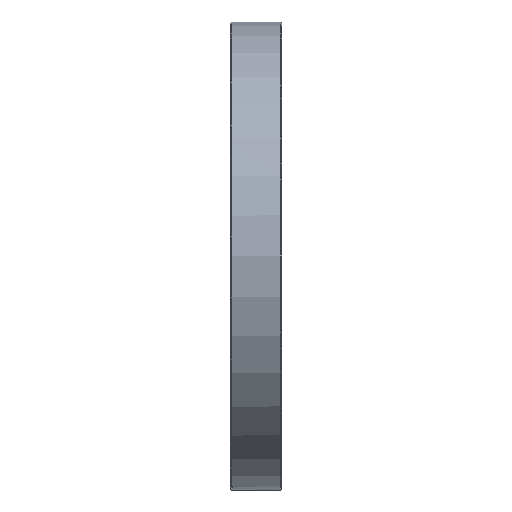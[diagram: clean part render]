
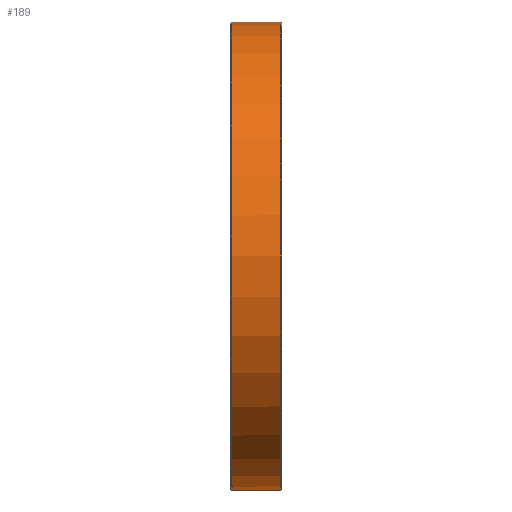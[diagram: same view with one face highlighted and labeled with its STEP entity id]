
A CAD part, left-side view. The second image highlights one B-rep face of the part: STEP entity #189.
In plain terms, the highlighted cylindrical face has radius 101.2 mm (diameter 202.4 mm), a partial arc.
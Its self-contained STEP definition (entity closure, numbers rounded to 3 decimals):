
#56 = DIRECTION ( 'NONE',  ( 0., -1., 0. ) ) ;
#96 = DIRECTION ( 'NONE',  ( 0., 0., -1. ) ) ;
#98 = AXIS2_PLACEMENT_3D ( 'NONE', #2433, #173, #2813 ) ;
#173 = DIRECTION ( 'NONE',  ( 0., 1., 0. ) ) ;
#189 = ADVANCED_FACE ( 'NONE', ( #3948 ), #1603, .T. ) ;
#248 = LINE ( 'NONE', #2408, #4090 ) ;
#258 = ORIENTED_EDGE ( 'NONE', *, *, #3723, .T. ) ;
#261 = DIRECTION ( 'NONE',  ( 0., -1., 0. ) ) ;
#303 = AXIS2_PLACEMENT_3D ( 'NONE', #630, #2933, #3275 ) ;
#407 = VECTOR ( 'NONE', #4466, 1000. ) ;
#546 = ORIENTED_EDGE ( 'NONE', *, *, #2448, .T. ) ;
#630 = CARTESIAN_POINT ( 'NONE',  ( 0., 21.9, 0. ) ) ;
#795 = EDGE_CURVE ( 'NONE', #1251, #1957, #4154, .T. ) ;
#875 = VERTEX_POINT ( 'NONE', #1263 ) ;
#1080 = EDGE_CURVE ( 'NONE', #875, #4835, #248, .T. ) ;
#1087 = ORIENTED_EDGE ( 'NONE', *, *, #3288, .T. ) ;
#1197 = VERTEX_POINT ( 'NONE', #1338 ) ;
#1251 = VERTEX_POINT ( 'NONE', #1379 ) ;
#1263 = CARTESIAN_POINT ( 'NONE',  ( -17.311, 21.9, -99.708 ) ) ;
#1283 = VECTOR ( 'NONE', #3860, 1000. ) ;
#1338 = CARTESIAN_POINT ( 'NONE',  ( 0., 0.4, -101.2 ) ) ;
#1345 = ORIENTED_EDGE ( 'NONE', *, *, #1080, .T. ) ;
#1379 = CARTESIAN_POINT ( 'NONE',  ( 0., 21.9, 101.2 ) ) ;
#1603 = CYLINDRICAL_SURFACE ( 'NONE', #2764, 101.2 ) ;
#1634 = VERTEX_POINT ( 'NONE', #2022 ) ;
#1660 = DIRECTION ( 'NONE',  ( 0., -1., 0. ) ) ;
#1716 = CARTESIAN_POINT ( 'NONE',  ( 0., 21.9, 0. ) ) ;
#1829 = EDGE_LOOP ( 'NONE', ( #2808, #546, #1345, #1087, #2657, #3989, #3937, #258 ) ) ;
#1957 = VERTEX_POINT ( 'NONE', #2000 ) ;
#1965 = DIRECTION ( 'NONE',  ( 0., -1., 0. ) ) ;
#2000 = CARTESIAN_POINT ( 'NONE',  ( 0., 0.4, 101.2 ) ) ;
#2022 = CARTESIAN_POINT ( 'NONE',  ( -14.348, 21.9, -100.178 ) ) ;
#2027 = DIRECTION ( 'NONE',  ( 0., -1., 0. ) ) ;
#2040 = CARTESIAN_POINT ( 'NONE',  ( 0., -15.022, 0. ) ) ;
#2408 = CARTESIAN_POINT ( 'NONE',  ( -17.311, -15.022, -99.708 ) ) ;
#2418 = LINE ( 'NONE', #4833, #407 ) ;
#2433 = CARTESIAN_POINT ( 'NONE',  ( 0., 0.4, 0. ) ) ;
#2448 = EDGE_CURVE ( 'NONE', #1251, #875, #2743, .T. ) ;
#2526 = CARTESIAN_POINT ( 'NONE',  ( 0., 21.1, 0. ) ) ;
#2539 = VECTOR ( 'NONE', #1965, 1000. ) ;
#2553 = CIRCLE ( 'NONE', #4123, 101.2 ) ;
#2628 = EDGE_CURVE ( 'NONE', #1634, #3453, #3886, .T. ) ;
#2657 = ORIENTED_EDGE ( 'NONE', *, *, #4387, .T. ) ;
#2743 = CIRCLE ( 'NONE', #303, 101.2 ) ;
#2764 = AXIS2_PLACEMENT_3D ( 'NONE', #2040, #1660, #96 ) ;
#2808 = ORIENTED_EDGE ( 'NONE', *, *, #795, .F. ) ;
#2813 = DIRECTION ( 'NONE',  ( 0., 0., 1. ) ) ;
#2826 = AXIS2_PLACEMENT_3D ( 'NONE', #1716, #56, #3570 ) ;
#2836 = CIRCLE ( 'NONE', #98, 101.2 ) ;
#2889 = DIRECTION ( 'NONE',  ( 0., 0., -1. ) ) ;
#2933 = DIRECTION ( 'NONE',  ( 0., -1., 0. ) ) ;
#3275 = DIRECTION ( 'NONE',  ( 0., 0., -1. ) ) ;
#3288 = EDGE_CURVE ( 'NONE', #4835, #3728, #2553, .T. ) ;
#3453 = VERTEX_POINT ( 'NONE', #3726 ) ;
#3570 = DIRECTION ( 'NONE',  ( 0., 0., -1. ) ) ;
#3723 = EDGE_CURVE ( 'NONE', #1197, #1957, #2836, .T. ) ;
#3726 = CARTESIAN_POINT ( 'NONE',  ( 0., 21.9, -101.2 ) ) ;
#3728 = VERTEX_POINT ( 'NONE', #3903 ) ;
#3840 = CARTESIAN_POINT ( 'NONE',  ( -17.311, 21.1, -99.708 ) ) ;
#3860 = DIRECTION ( 'NONE',  ( 0., -1., 0. ) ) ;
#3886 = CIRCLE ( 'NONE', #2826, 101.2 ) ;
#3903 = CARTESIAN_POINT ( 'NONE',  ( -14.348, 21.1, -100.178 ) ) ;
#3937 = ORIENTED_EDGE ( 'NONE', *, *, #3946, .T. ) ;
#3946 = EDGE_CURVE ( 'NONE', #3453, #1197, #4843, .T. ) ;
#3948 = FACE_OUTER_BOUND ( 'NONE', #1829, .T. ) ;
#3989 = ORIENTED_EDGE ( 'NONE', *, *, #2628, .T. ) ;
#4090 = VECTOR ( 'NONE', #2027, 1000. ) ;
#4123 = AXIS2_PLACEMENT_3D ( 'NONE', #2526, #261, #2889 ) ;
#4128 = CARTESIAN_POINT ( 'NONE',  ( 0., -15.022, 101.2 ) ) ;
#4154 = LINE ( 'NONE', #4128, #1283 ) ;
#4188 = CARTESIAN_POINT ( 'NONE',  ( 0., -15.022, -101.2 ) ) ;
#4387 = EDGE_CURVE ( 'NONE', #3728, #1634, #2418, .T. ) ;
#4466 = DIRECTION ( 'NONE',  ( 0., 1., 0. ) ) ;
#4833 = CARTESIAN_POINT ( 'NONE',  ( -14.348, -15.022, -100.178 ) ) ;
#4835 = VERTEX_POINT ( 'NONE', #3840 ) ;
#4843 = LINE ( 'NONE', #4188, #2539 ) ;
